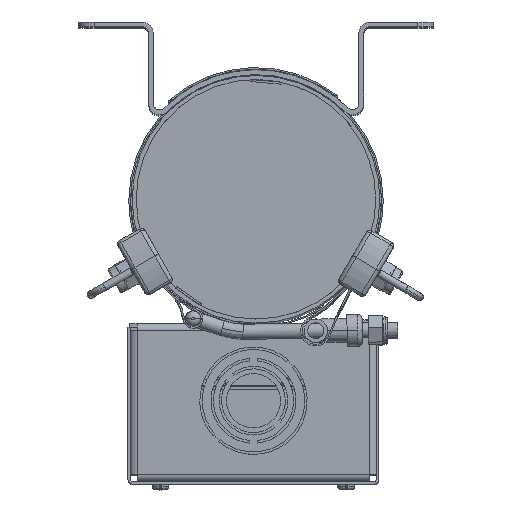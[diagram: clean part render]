
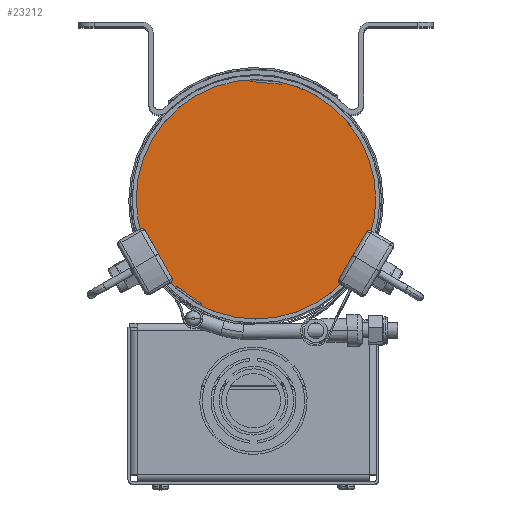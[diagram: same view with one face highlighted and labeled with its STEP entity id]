
A CAD part, top view. The second image highlights one B-rep face of the part: STEP entity #23212.
In plain terms, the highlighted planar face has unit normal (0, 0, 1).
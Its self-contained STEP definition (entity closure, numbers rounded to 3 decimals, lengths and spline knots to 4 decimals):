
#1607 = CARTESIAN_POINT ( 'NONE',  ( 0., 0., 18.7546 ) ) ;
#2354 = VERTEX_POINT ( 'NONE', #11007 ) ;
#6013 = DIRECTION ( 'NONE',  ( 0.764, 0.645, 0. ) ) ;
#7619 = AXIS2_PLACEMENT_3D ( 'NONE', #1607, #32223, #6013 ) ;
#10246 = VERTEX_POINT ( 'NONE', #21007 ) ;
#10593 = ORIENTED_EDGE ( 'NONE', *, *, #45913, .T. ) ;
#11007 = CARTESIAN_POINT ( 'NONE',  ( -1.4787, -1.248, 18.7546 ) ) ;
#15696 = CARTESIAN_POINT ( 'NONE',  ( 0., 0., 18.7546 ) ) ;
#19322 = CARTESIAN_POINT ( 'NONE',  ( 0., 0., 18.7546 ) ) ;
#21007 = CARTESIAN_POINT ( 'NONE',  ( 1.4787, 1.248, 18.7546 ) ) ;
#23212 = ADVANCED_FACE ( 'NONE', ( #25655 ), #24437, .T. ) ;
#23555 = EDGE_CURVE ( 'NONE', #10246, #2354, #45508, .T. ) ;
#23721 = DIRECTION ( 'NONE',  ( 0.764, 0.645, 0. ) ) ;
#24437 = PLANE ( 'NONE',  #45017 ) ;
#25007 = EDGE_LOOP ( 'NONE', ( #28655, #10593 ) ) ;
#25655 = FACE_OUTER_BOUND ( 'NONE', #25007, .T. ) ;
#28655 = ORIENTED_EDGE ( 'NONE', *, *, #23555, .T. ) ;
#28855 = DIRECTION ( 'NONE',  ( 0.764, 0.645, 0. ) ) ;
#32223 = DIRECTION ( 'NONE',  ( 0., 0., 1. ) ) ;
#45017 = AXIS2_PLACEMENT_3D ( 'NONE', #15696, #55138, #28855 ) ;
#45508 = CIRCLE ( 'NONE', #7619, 1.935 ) ;
#45836 = CIRCLE ( 'NONE', #53175, 1.935 ) ;
#45913 = EDGE_CURVE ( 'NONE', #2354, #10246, #45836, .T. ) ;
#49988 = DIRECTION ( 'NONE',  ( 0., 0., 1. ) ) ;
#53175 = AXIS2_PLACEMENT_3D ( 'NONE', #19322, #49988, #23721 ) ;
#55138 = DIRECTION ( 'NONE',  ( 0., 0., 1. ) ) ;
